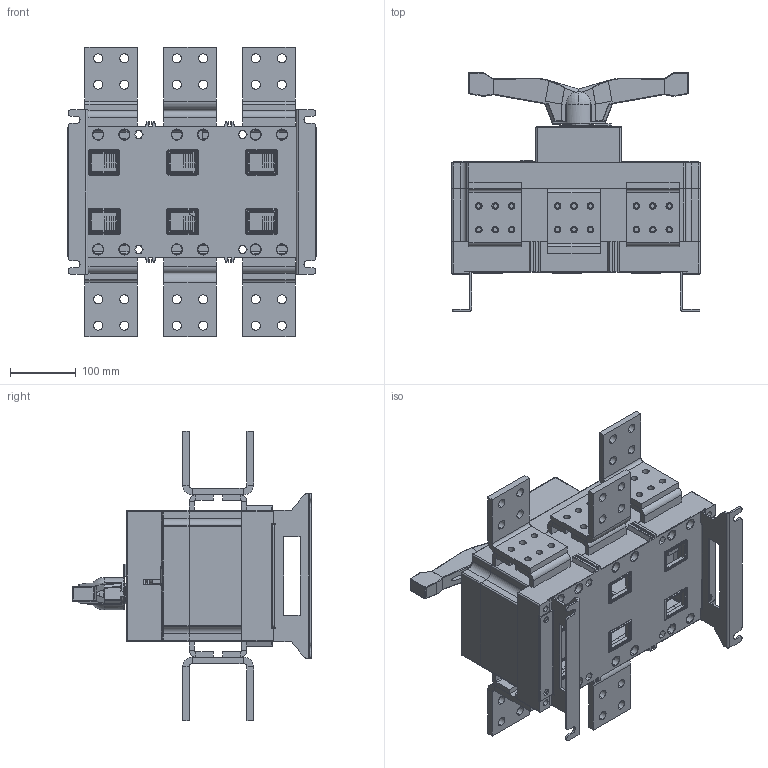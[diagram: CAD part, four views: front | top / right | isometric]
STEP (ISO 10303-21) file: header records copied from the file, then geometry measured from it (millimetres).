
FILE_DESCRIPTION (( 'STEP AP203' ), '1' );
FILE_NAME ('HGL-2000-3.STEP', '2025-08-21T01:44:18', ( '万丰电脑' ), ( '电话：0577-62733550' ), 'SwSTEP 2.0', 'SolidWorks 2022', '' );
FILE_SCHEMA (( 'CONFIG_CONTROL_DESIGN' ));
Length unit declared in the file: millimetre
Products named in the file (3): HGL-1600嶄囀忒梟; HGL-2000-3
Assembly tree (2 placements, depth 2):
  HGL-2000-3
    HGL-2000-3
    HGL-1600嶄囀忒梟
Bounding box: 378 x 364.04 x 441 mm (x, y, z)
Volume: 4324932.2 mm3; surface area: 1452314.4 mm2
Topology: 42 solids, 42 shells, 4598 faces, 11953 edges, 7415 vertices
Faces by surface type: plane 2329, cylinder 1524, bspline 345, torus 184, sphere 137, cone 79
Entity records: 168233 total; most frequent: CARTESIAN_POINT 57197, ORIENTED_EDGE 23692, DIRECTION 21947, EDGE_CURVE 11846, VECTOR 7643, LINE 7643, VERTEX_POINT 7418, AXIS2_PLACEMENT_3D 7152
